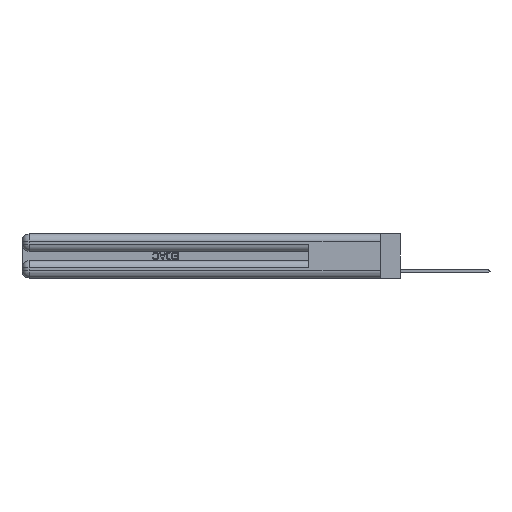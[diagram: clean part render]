
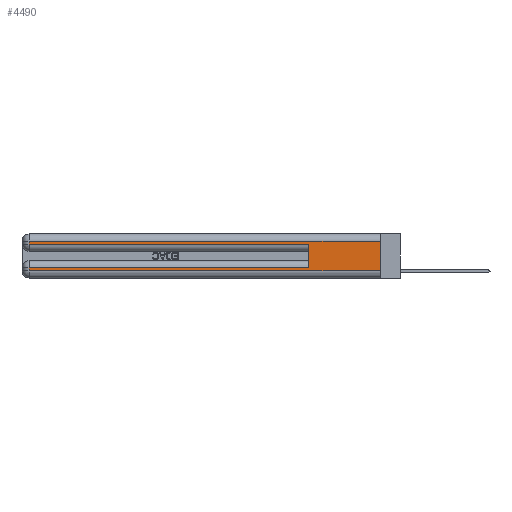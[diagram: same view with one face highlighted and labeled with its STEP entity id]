
A CAD part, left-side view. The second image highlights one B-rep face of the part: STEP entity #4490.
In plain terms, the highlighted planar face has unit normal (-1, 0, 0).
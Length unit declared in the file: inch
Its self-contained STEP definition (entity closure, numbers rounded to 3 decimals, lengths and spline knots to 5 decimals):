
#522 = EDGE_CURVE ( 'NONE', #2070, #12073, #25534, .T. ) ;
#937 = LINE ( 'NONE', #11126, #12848 ) ;
#1051 = AXIS2_PLACEMENT_3D ( 'NONE', #4044, #8833, #21191 ) ;
#1357 = EDGE_CURVE ( 'NONE', #17232, #2077, #15060, .T. ) ;
#1692 = CARTESIAN_POINT ( 'NONE',  ( 0., 0., 0.06 ) ) ;
#2070 = VERTEX_POINT ( 'NONE', #23995 ) ;
#2077 = VERTEX_POINT ( 'NONE', #10104 ) ;
#2116 = VECTOR ( 'NONE', #12302, 39.37008 ) ;
#2275 = LINE ( 'NONE', #12143, #11462 ) ;
#2466 = EDGE_CURVE ( 'NONE', #2070, #27166, #8101, .T. ) ;
#3524 = ORIENTED_EDGE ( 'NONE', *, *, #1357, .T. ) ;
#3749 = EDGE_CURVE ( 'NONE', #17232, #13790, #2275, .T. ) ;
#3758 = LINE ( 'NONE', #26818, #29895 ) ;
#4044 = CARTESIAN_POINT ( 'NONE',  ( 0., 0., 0.37 ) ) ;
#4490 = ADVANCED_FACE ( 'NONE', ( #7044 ), #18393, .F. ) ;
#4757 = CARTESIAN_POINT ( 'NONE',  ( 0., 2.94, 0.37 ) ) ;
#4759 = ORIENTED_EDGE ( 'NONE', *, *, #9909, .T. ) ;
#6414 = DIRECTION ( 'NONE',  ( 0., 0., -1. ) ) ;
#6820 = CARTESIAN_POINT ( 'NONE',  ( 0., 0., 0.31 ) ) ;
#7044 = FACE_OUTER_BOUND ( 'NONE', #17031, .T. ) ;
#7300 = DIRECTION ( 'NONE',  ( 0., 0., -1. ) ) ;
#7627 = EDGE_CURVE ( 'NONE', #7941, #12073, #3758, .T. ) ;
#7941 = VERTEX_POINT ( 'NONE', #27146 ) ;
#8101 = LINE ( 'NONE', #8107, #11175 ) ;
#8107 = CARTESIAN_POINT ( 'NONE',  ( 0., 0., 0.085 ) ) ;
#8833 = DIRECTION ( 'NONE',  ( 1., 0., 0. ) ) ;
#8884 = ORIENTED_EDGE ( 'NONE', *, *, #7627, .T. ) ;
#8899 = DIRECTION ( 'NONE',  ( 0., -1., 0. ) ) ;
#8974 = VECTOR ( 'NONE', #7300, 39.37008 ) ;
#9684 = CARTESIAN_POINT ( 'NONE',  ( 0., 0.6, 0.145 ) ) ;
#9909 = EDGE_CURVE ( 'NONE', #27166, #27564, #29757, .T. ) ;
#9934 = DIRECTION ( 'NONE',  ( 0., 0., -1. ) ) ;
#10104 = CARTESIAN_POINT ( 'NONE',  ( 0., 2.94, 0.31 ) ) ;
#10183 = EDGE_CURVE ( 'NONE', #2077, #7941, #937, .T. ) ;
#11055 = EDGE_CURVE ( 'NONE', #27564, #13790, #28550, .T. ) ;
#11126 = CARTESIAN_POINT ( 'NONE',  ( 0., 2.94, 0.37 ) ) ;
#11175 = VECTOR ( 'NONE', #25492, 39.37008 ) ;
#11462 = VECTOR ( 'NONE', #9934, 39.37008 ) ;
#12073 = VERTEX_POINT ( 'NONE', #17329 ) ;
#12143 = CARTESIAN_POINT ( 'NONE',  ( 0., 0., 0.37 ) ) ;
#12302 = DIRECTION ( 'NONE',  ( 0., 0., 1. ) ) ;
#12521 = DIRECTION ( 'NONE',  ( 0., 1., 0. ) ) ;
#12847 = CARTESIAN_POINT ( 'NONE',  ( 0., 0., 0.06 ) ) ;
#12848 = VECTOR ( 'NONE', #6414, 39.37008 ) ;
#13154 = ORIENTED_EDGE ( 'NONE', *, *, #10183, .T. ) ;
#13790 = VERTEX_POINT ( 'NONE', #1692 ) ;
#15060 = LINE ( 'NONE', #27127, #26648 ) ;
#15263 = DIRECTION ( 'NONE',  ( 0., -1., 0. ) ) ;
#16881 = ORIENTED_EDGE ( 'NONE', *, *, #522, .F. ) ;
#17031 = EDGE_LOOP ( 'NONE', ( #19088, #3524, #13154, #8884, #16881, #18122, #4759, #26319 ) ) ;
#17232 = VERTEX_POINT ( 'NONE', #6820 ) ;
#17329 = CARTESIAN_POINT ( 'NONE',  ( 0., 0.6, 0.285 ) ) ;
#18122 = ORIENTED_EDGE ( 'NONE', *, *, #2466, .T. ) ;
#18393 = PLANE ( 'NONE',  #1051 ) ;
#19088 = ORIENTED_EDGE ( 'NONE', *, *, #3749, .F. ) ;
#19838 = CARTESIAN_POINT ( 'NONE',  ( 0., 2.94, 0.085 ) ) ;
#21191 = DIRECTION ( 'NONE',  ( 0., 0., -1. ) ) ;
#23995 = CARTESIAN_POINT ( 'NONE',  ( 0., 0.6, 0.085 ) ) ;
#25492 = DIRECTION ( 'NONE',  ( 0., 1., 0. ) ) ;
#25534 = LINE ( 'NONE', #9684, #2116 ) ;
#26319 = ORIENTED_EDGE ( 'NONE', *, *, #11055, .T. ) ;
#26648 = VECTOR ( 'NONE', #12521, 39.37008 ) ;
#26818 = CARTESIAN_POINT ( 'NONE',  ( 0., 0., 0.285 ) ) ;
#27127 = CARTESIAN_POINT ( 'NONE',  ( 0., 0., 0.31 ) ) ;
#27146 = CARTESIAN_POINT ( 'NONE',  ( 0., 2.94, 0.285 ) ) ;
#27166 = VERTEX_POINT ( 'NONE', #19838 ) ;
#27487 = CARTESIAN_POINT ( 'NONE',  ( 0., 2.94, 0.06 ) ) ;
#27564 = VERTEX_POINT ( 'NONE', #27487 ) ;
#28550 = LINE ( 'NONE', #12847, #28962 ) ;
#28962 = VECTOR ( 'NONE', #15263, 39.37008 ) ;
#29757 = LINE ( 'NONE', #4757, #8974 ) ;
#29895 = VECTOR ( 'NONE', #8899, 39.37008 ) ;
